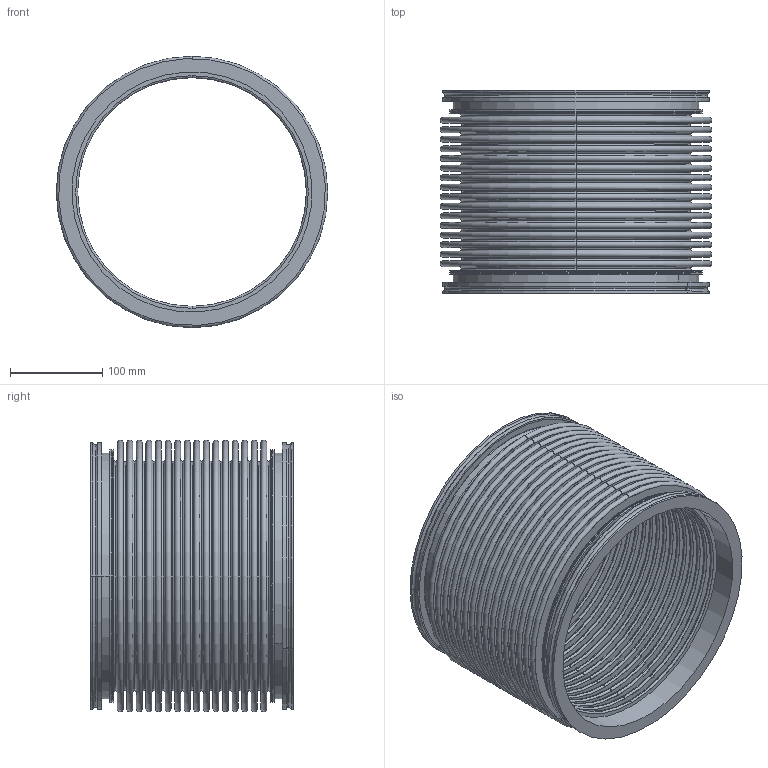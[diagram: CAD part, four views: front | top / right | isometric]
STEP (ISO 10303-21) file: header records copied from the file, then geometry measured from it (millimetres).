
FILE_DESCRIPTION (( 'STEP AP214' ), '1' );
FILE_NAME ('Hositrad_ISOX250-220.STEP', '2016-09-05T15:59:23', ( '' ), ( '' ), 'SwSTEP 2.0', 'SolidWorks 2016', '' );
FILE_SCHEMA (( 'AUTOMOTIVE_DESIGN' ));
Length unit declared in the file: millimetre
Products named in the file (3): ISO250-BellowStub; HydroFormedBellow 250-220; Hositrad_ISOX250-220
Assembly tree (3 placements, depth 2):
  Hositrad_ISOX250-220
    HydroFormedBellow 250-220
    ISO250-BellowStub  x2
Bounding box: 295 x 220.4 x 295 mm (x, y, z)
Volume: 492795.3 mm3; surface area: 1632440.8 mm2
Topology: 3 solids, 3 shells, 352 faces, 704 edges, 432 vertices
Faces by surface type: torus 228, plane 80, cylinder 32, cone 12
Entity records: 8514 total; most frequent: DIRECTION 1860, CARTESIAN_POINT 1328, ORIENTED_EDGE 1248, AXIS2_PLACEMENT_3D 918, EDGE_CURVE 624, CIRCLE 600, VERTEX_POINT 386, EDGE_LOOP 386
